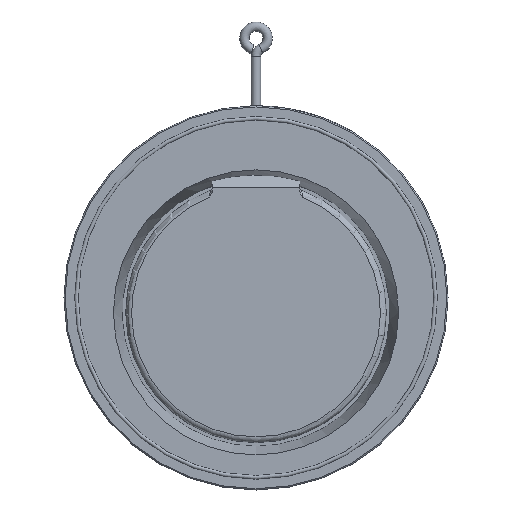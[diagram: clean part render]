
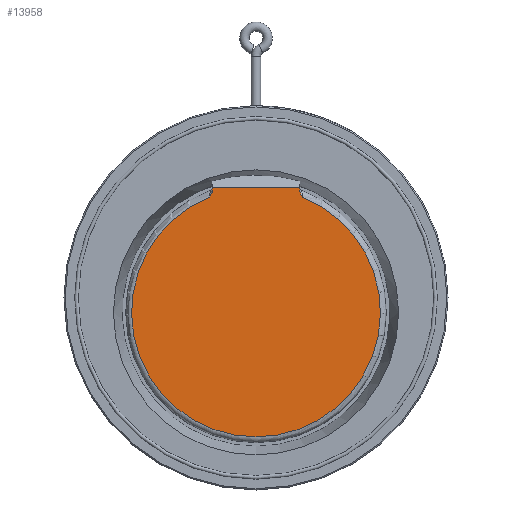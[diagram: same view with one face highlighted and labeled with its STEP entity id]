
A CAD part, top view. The second image highlights one B-rep face of the part: STEP entity #13958.
In plain terms, the highlighted planar face has unit normal (0, 0, 1).
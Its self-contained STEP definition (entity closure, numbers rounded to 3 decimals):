
#659 = CARTESIAN_POINT ( 'NONE',  ( -37.5, 92.638, -7.51 ) ) ;
#810 = ORIENTED_EDGE ( 'NONE', *, *, #12350, .T. ) ;
#889 = CARTESIAN_POINT ( 'NONE',  ( -37.5, 92.638, -7.51 ) ) ;
#1126 = CARTESIAN_POINT ( 'NONE',  ( 38.851, 88.501, -7.51 ) ) ;
#1181 = FACE_OUTER_BOUND ( 'NONE', #9011, .T. ) ;
#1445 = VERTEX_POINT ( 'NONE', #16045 ) ;
#1663 = CARTESIAN_POINT ( 'NONE',  ( 0., 94.4, -7.51 ) ) ;
#1824 = CARTESIAN_POINT ( 'NONE',  ( 37.5, 94.617, -7.51 ) ) ;
#2031 = CARTESIAN_POINT ( 'NONE',  ( 37.5, 92.638, -7.51 ) ) ;
#2146 = CARTESIAN_POINT ( 'NONE',  ( -37.594, 91.539, -7.51 ) ) ;
#2214 = LINE ( 'NONE', #5701, #11778 ) ;
#2402 = CARTESIAN_POINT ( 'NONE',  ( 38.227, 89.717, -7.51 ) ) ;
#2551 = AXIS2_PLACEMENT_3D ( 'NONE', #1663, #14195, #6692 ) ;
#3059 = EDGE_CURVE ( 'NONE', #4799, #3824, #16215, .T. ) ;
#3402 = CARTESIAN_POINT ( 'NONE',  ( -37.914, 90.479, -7.51 ) ) ;
#3646 = CARTESIAN_POINT ( 'NONE',  ( 37.914, 90.479, -7.51 ) ) ;
#3824 = VERTEX_POINT ( 'NONE', #4820 ) ;
#4601 = AXIS2_PLACEMENT_3D ( 'NONE', #7145, #15908, #8404 ) ;
#4636 = CARTESIAN_POINT ( 'NONE',  ( -38.227, 89.717, -7.51 ) ) ;
#4799 = VERTEX_POINT ( 'NONE', #1824 ) ;
#4820 = CARTESIAN_POINT ( 'NONE',  ( -37.5, 94.617, -7.51 ) ) ;
#4834 = CARTESIAN_POINT ( 'NONE',  ( 40., 86.634, -7.51 ) ) ;
#4883 = CARTESIAN_POINT ( 'NONE',  ( 37.594, 91.539, -7.51 ) ) ;
#5068 = EDGE_CURVE ( 'NONE', #14679, #4799, #9068, .T. ) ;
#5347 = VECTOR ( 'NONE', #10083, 1000. ) ;
#5432 = PLANE ( 'NONE',  #2551 ) ;
#5701 = CARTESIAN_POINT ( 'NONE',  ( -37.5, 94.751, -7.51 ) ) ;
#5757 = DIRECTION ( 'NONE',  ( 0., 1., 0. ) ) ;
#5910 = CARTESIAN_POINT ( 'NONE',  ( -38.851, 88.501, -7.51 ) ) ;
#6160 = CARTESIAN_POINT ( 'NONE',  ( 37.5, 92.638, -7.51 ) ) ;
#6165 = ORIENTED_EDGE ( 'NONE', *, *, #9380, .F. ) ;
#6692 = DIRECTION ( 'NONE',  ( 1., 0., 0. ) ) ;
#6958 = ORIENTED_EDGE ( 'NONE', *, *, #7086, .T. ) ;
#7020 = VECTOR ( 'NONE', #12090, 1000. ) ;
#7079 = ORIENTED_EDGE ( 'NONE', *, *, #5068, .T. ) ;
#7086 = EDGE_CURVE ( 'NONE', #9322, #14679, #12500, .T. ) ;
#7145 = CARTESIAN_POINT ( 'NONE',  ( 0., -12.5, -7.51 ) ) ;
#7166 = CARTESIAN_POINT ( 'NONE',  ( -39.706, 87.099, -7.51 ) ) ;
#8238 = EDGE_CURVE ( 'NONE', #9322, #1445, #8287, .T. ) ;
#8275 = ORIENTED_EDGE ( 'NONE', *, *, #8238, .F. ) ;
#8287 = CIRCLE ( 'NONE', #4601, 106.9 ) ;
#8404 = DIRECTION ( 'NONE',  ( 1., 0., 0. ) ) ;
#8626 = CARTESIAN_POINT ( 'NONE',  ( 39.412, 87.56, -7.51 ) ) ;
#9011 = EDGE_LOOP ( 'NONE', ( #8275, #6958, #7079, #12457, #6165, #810 ) ) ;
#9068 = LINE ( 'NONE', #13660, #5347 ) ;
#9322 = VERTEX_POINT ( 'NONE', #14453 ) ;
#9380 = EDGE_CURVE ( 'NONE', #15986, #3824, #2214, .T. ) ;
#9581 = CARTESIAN_POINT ( 'NONE',  ( 0., 94.617, -7.51 ) ) ;
#9636 = CARTESIAN_POINT ( 'NONE',  ( -37.5, 92.081, -7.51 ) ) ;
#9885 = CARTESIAN_POINT ( 'NONE',  ( 38.583, 88.978, -7.51 ) ) ;
#10083 = DIRECTION ( 'NONE',  ( 0., 1., 0. ) ) ;
#10800 = B_SPLINE_CURVE_WITH_KNOTS ( 'NONE', 3,
 ( #889, #9636, #2146, #10882, #3402, #12136, #4636, #13403, #5910, #14673, #7166, #15930 ),
 .UNSPECIFIED., .F., .F.,
 ( 4, 2, 2, 2, 2, 4 ),
 ( 0., 0.002, 0.002, 0.003, 0.005, 0.007 ),
 .UNSPECIFIED. ) ;
#10882 = CARTESIAN_POINT ( 'NONE',  ( -37.823, 90.742, -7.51 ) ) ;
#11124 = CARTESIAN_POINT ( 'NONE',  ( 38.116, 89.967, -7.51 ) ) ;
#11778 = VECTOR ( 'NONE', #5757, 1000. ) ;
#12090 = DIRECTION ( 'NONE',  ( -1., 0., 0. ) ) ;
#12136 = CARTESIAN_POINT ( 'NONE',  ( -38.116, 89.967, -7.51 ) ) ;
#12350 = EDGE_CURVE ( 'NONE', #15986, #1445, #10800, .T. ) ;
#12385 = CARTESIAN_POINT ( 'NONE',  ( 37.823, 90.742, -7.51 ) ) ;
#12457 = ORIENTED_EDGE ( 'NONE', *, *, #3059, .T. ) ;
#12500 = B_SPLINE_CURVE_WITH_KNOTS ( 'NONE', 3,
 ( #4834, #13612, #8626, #1126, #9885, #2402, #11124, #3646, #12385, #4883, #13663, #6160 ),
 .UNSPECIFIED., .F., .F.,
 ( 4, 2, 2, 2, 2, 4 ),
 ( 0., 0.002, 0.003, 0.004, 0.005, 0.007 ),
 .UNSPECIFIED. ) ;
#13403 = CARTESIAN_POINT ( 'NONE',  ( -38.583, 88.978, -7.51 ) ) ;
#13612 = CARTESIAN_POINT ( 'NONE',  ( 39.707, 87.096, -7.51 ) ) ;
#13660 = CARTESIAN_POINT ( 'NONE',  ( 37.5, 94.751, -7.51 ) ) ;
#13663 = CARTESIAN_POINT ( 'NONE',  ( 37.5, 92.081, -7.51 ) ) ;
#13958 = ADVANCED_FACE ( 'NONE', ( #1181 ), #5432, .F. ) ;
#14195 = DIRECTION ( 'NONE',  ( 0., 0., -1. ) ) ;
#14453 = CARTESIAN_POINT ( 'NONE',  ( 40., 86.634, -7.51 ) ) ;
#14673 = CARTESIAN_POINT ( 'NONE',  ( -39.412, 87.561, -7.51 ) ) ;
#14679 = VERTEX_POINT ( 'NONE', #2031 ) ;
#15908 = DIRECTION ( 'NONE',  ( 0., 0., -1. ) ) ;
#15930 = CARTESIAN_POINT ( 'NONE',  ( -40., 86.634, -7.51 ) ) ;
#15986 = VERTEX_POINT ( 'NONE', #659 ) ;
#16045 = CARTESIAN_POINT ( 'NONE',  ( -40., 86.634, -7.51 ) ) ;
#16215 = LINE ( 'NONE', #9581, #7020 ) ;
